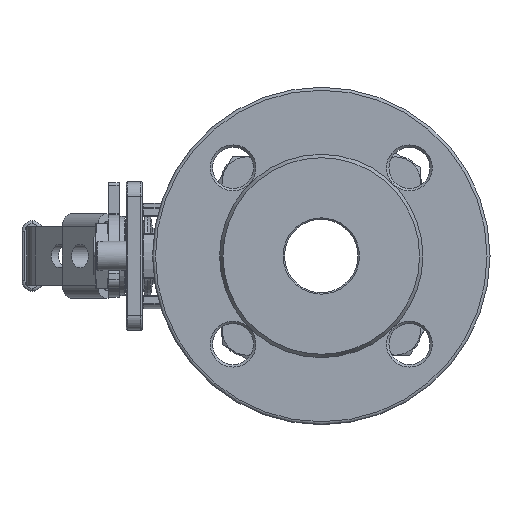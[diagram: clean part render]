
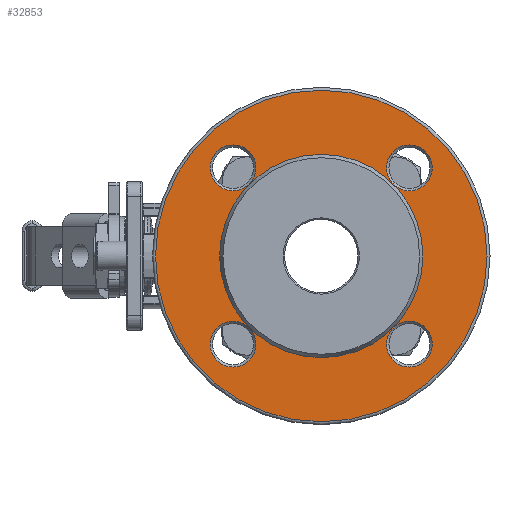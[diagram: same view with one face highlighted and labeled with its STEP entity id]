
A CAD part, left-side view. The second image highlights one B-rep face of the part: STEP entity #32853.
In plain terms, the highlighted planar face has unit normal (-1, 0, 0).
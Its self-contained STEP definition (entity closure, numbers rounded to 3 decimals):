
#956 = AXIS2_PLACEMENT_3D ( 'NONE', #10393, #2469, #6455 ) ;
#1014 = CARTESIAN_POINT ( 'NONE',  ( -71., 22.252, 30.052 ) ) ;
#2469 = DIRECTION ( 'NONE',  ( 1., 0., 0. ) ) ;
#2891 = EDGE_CURVE ( 'NONE', #31292, #31292, #42883, .T. ) ;
#3544 = DIRECTION ( 'NONE',  ( 0., -1., 0. ) ) ;
#3849 = CARTESIAN_POINT ( 'NONE',  ( -71., -30.052, -30.052 ) ) ;
#4134 = ORIENTED_EDGE ( 'NONE', *, *, #44210, .T. ) ;
#5190 = ORIENTED_EDGE ( 'NONE', *, *, #6396, .T. ) ;
#6396 = EDGE_CURVE ( 'NONE', #21569, #21569, #14749, .T. ) ;
#6455 = DIRECTION ( 'NONE',  ( 0., -1., 0. ) ) ;
#7584 = PLANE ( 'NONE',  #11500 ) ;
#7904 = CARTESIAN_POINT ( 'NONE',  ( -71., 30.052, 30.052 ) ) ;
#7922 = DIRECTION ( 'NONE',  ( -1., 0., 0. ) ) ;
#9884 = VERTEX_POINT ( 'NONE', #25738 ) ;
#9929 = ORIENTED_EDGE ( 'NONE', *, *, #21543, .T. ) ;
#10393 = CARTESIAN_POINT ( 'NONE',  ( -71., 30.052, -30.052 ) ) ;
#11103 = EDGE_LOOP ( 'NONE', ( #40297 ) ) ;
#11500 = AXIS2_PLACEMENT_3D ( 'NONE', #44373, #7922, #24359 ) ;
#12932 = CARTESIAN_POINT ( 'NONE',  ( -71., -37.852, -30.052 ) ) ;
#13003 = ORIENTED_EDGE ( 'NONE', *, *, #24086, .T. ) ;
#14749 = CIRCLE ( 'NONE', #18647, 34.655 ) ;
#15113 = FACE_OUTER_BOUND ( 'NONE', #45944, .T. ) ;
#16539 = DIRECTION ( 'NONE',  ( 1., 0., 0. ) ) ;
#17865 = DIRECTION ( 'NONE',  ( 0., 1., 0. ) ) ;
#18578 = DIRECTION ( 'NONE',  ( 1., 0., 0. ) ) ;
#18647 = AXIS2_PLACEMENT_3D ( 'NONE', #30381, #21503, #17865 ) ;
#18940 = DIRECTION ( 'NONE',  ( 0., -1., 0. ) ) ;
#21503 = DIRECTION ( 'NONE',  ( 1., 0., 0. ) ) ;
#21543 = EDGE_CURVE ( 'NONE', #9884, #9884, #49351, .T. ) ;
#21569 = VERTEX_POINT ( 'NONE', #32472 ) ;
#22191 = AXIS2_PLACEMENT_3D ( 'NONE', #27925, #53167, #3544 ) ;
#23113 = AXIS2_PLACEMENT_3D ( 'NONE', #43669, #18578, #18940 ) ;
#24086 = EDGE_CURVE ( 'NONE', #49361, #49361, #34909, .T. ) ;
#24359 = DIRECTION ( 'NONE',  ( 0., -1., 0. ) ) ;
#25738 = CARTESIAN_POINT ( 'NONE',  ( -71., -37.852, 30.052 ) ) ;
#26244 = EDGE_LOOP ( 'NONE', ( #9929 ) ) ;
#26759 = ORIENTED_EDGE ( 'NONE', *, *, #49325, .T. ) ;
#27925 = CARTESIAN_POINT ( 'NONE',  ( -71., 0., 0. ) ) ;
#28928 = AXIS2_PLACEMENT_3D ( 'NONE', #3849, #31830, #32918 ) ;
#29986 = VERTEX_POINT ( 'NONE', #12932 ) ;
#30381 = CARTESIAN_POINT ( 'NONE',  ( -71., 0., 0. ) ) ;
#31292 = VERTEX_POINT ( 'NONE', #45044 ) ;
#31830 = DIRECTION ( 'NONE',  ( 1., 0., 0. ) ) ;
#32472 = CARTESIAN_POINT ( 'NONE',  ( -71., 34.655, 0. ) ) ;
#32853 = ADVANCED_FACE ( 'NONE', ( #49369, #44132, #38368, #47430, #15113, #35166 ), #7584, .T. ) ;
#32918 = DIRECTION ( 'NONE',  ( 0., -1., 0. ) ) ;
#33363 = DIRECTION ( 'NONE',  ( 0., -1., 0. ) ) ;
#34909 = CIRCLE ( 'NONE', #41815, 7.8 ) ;
#35048 = EDGE_LOOP ( 'NONE', ( #13003 ) ) ;
#35166 = FACE_BOUND ( 'NONE', #43379, .T. ) ;
#35321 = CIRCLE ( 'NONE', #28928, 7.8 ) ;
#38368 = FACE_BOUND ( 'NONE', #42437, .T. ) ;
#40297 = ORIENTED_EDGE ( 'NONE', *, *, #2891, .T. ) ;
#41796 = CARTESIAN_POINT ( 'NONE',  ( -71., -56.5, 0. ) ) ;
#41815 = AXIS2_PLACEMENT_3D ( 'NONE', #7904, #16539, #33363 ) ;
#42072 = CIRCLE ( 'NONE', #22191, 56.5 ) ;
#42437 = EDGE_LOOP ( 'NONE', ( #4134 ) ) ;
#42883 = CIRCLE ( 'NONE', #956, 7.8 ) ;
#43379 = EDGE_LOOP ( 'NONE', ( #5190 ) ) ;
#43669 = CARTESIAN_POINT ( 'NONE',  ( -71., -30.052, 30.052 ) ) ;
#44132 = FACE_BOUND ( 'NONE', #11103, .T. ) ;
#44210 = EDGE_CURVE ( 'NONE', #29986, #29986, #35321, .T. ) ;
#44373 = CARTESIAN_POINT ( 'NONE',  ( -71., 57.5, 0. ) ) ;
#45044 = CARTESIAN_POINT ( 'NONE',  ( -71., 22.252, -30.052 ) ) ;
#45944 = EDGE_LOOP ( 'NONE', ( #26759 ) ) ;
#46729 = VERTEX_POINT ( 'NONE', #41796 ) ;
#47430 = FACE_BOUND ( 'NONE', #26244, .T. ) ;
#49325 = EDGE_CURVE ( 'NONE', #46729, #46729, #42072, .T. ) ;
#49351 = CIRCLE ( 'NONE', #23113, 7.8 ) ;
#49361 = VERTEX_POINT ( 'NONE', #1014 ) ;
#49369 = FACE_BOUND ( 'NONE', #35048, .T. ) ;
#53167 = DIRECTION ( 'NONE',  ( -1., 0., 0. ) ) ;
